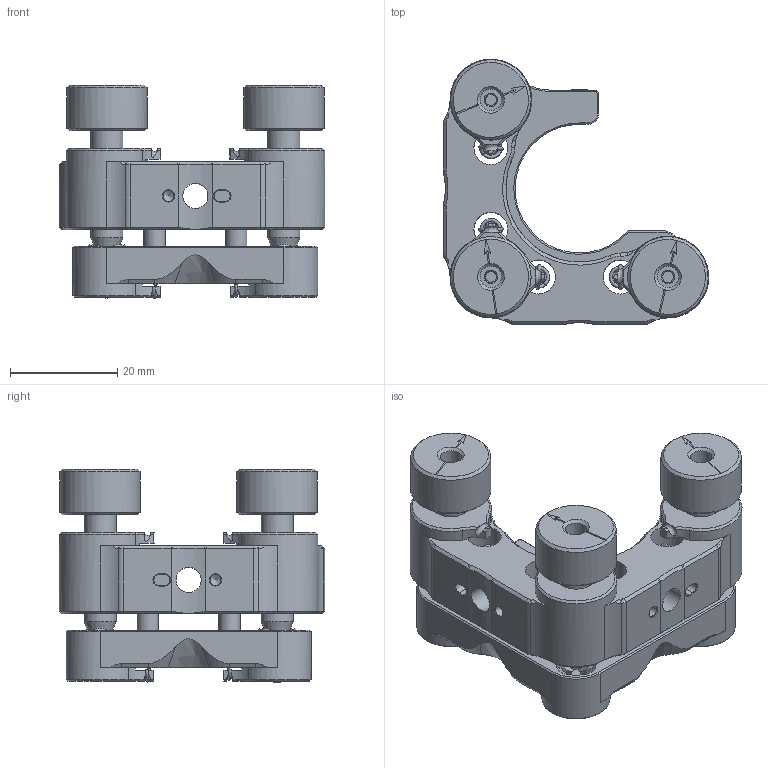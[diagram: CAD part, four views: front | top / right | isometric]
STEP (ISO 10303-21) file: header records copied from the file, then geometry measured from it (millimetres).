
FILE_DESCRIPTION (( 'STEP AP203' ), '1' );
FILE_NAME ('520211.STEP', '2024-06-04T02:10:41', ( 'Windows User' ), ( 'P R C' ), 'SwSTEP 2.0', 'SolidWorks 2020', '' );
FILE_SCHEMA (( 'CONFIG_CONTROL_DESIGN' ));
Length unit declared in the file: millimetre
Products named in the file (1): 520211
Bounding box: 49.53 x 49.53 x 39.82 mm (x, y, z)
Volume: 24607.4 mm3; surface area: 16960.3 mm2
Topology: 30 solids, 30 shells, 566 faces, 1373 edges, 866 vertices
Faces by surface type: plane 237, cone 138, cylinder 119, bspline 72
Full cylindrical faces by diameter (mm): 2.009 x2, 2.4 x4, 3 x1, 3.3 x1, 3.99 x3, 4 x14, 4.699 x2, 6 x6, 6.35 x11, 7 x3, 7.541 x2, 15 x3
Entity records: 64041 total; most frequent: CARTESIAN_POINT 51960, ORIENTED_EDGE 2398, DIRECTION 2337, EDGE_CURVE 1199, AXIS2_PLACEMENT_3D 917, VERTEX_POINT 817, EDGE_LOOP 732, FACE_OUTER_BOUND 639
